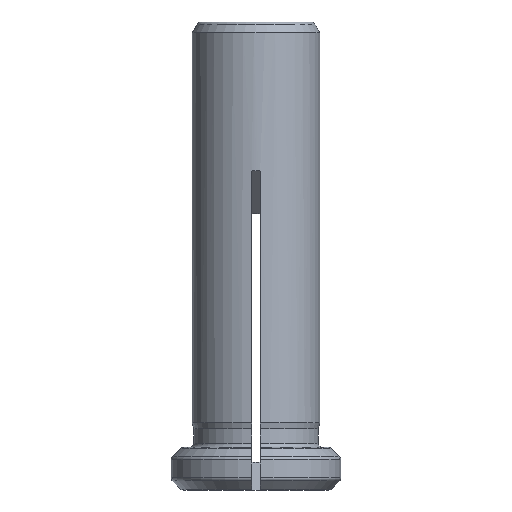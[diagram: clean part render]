
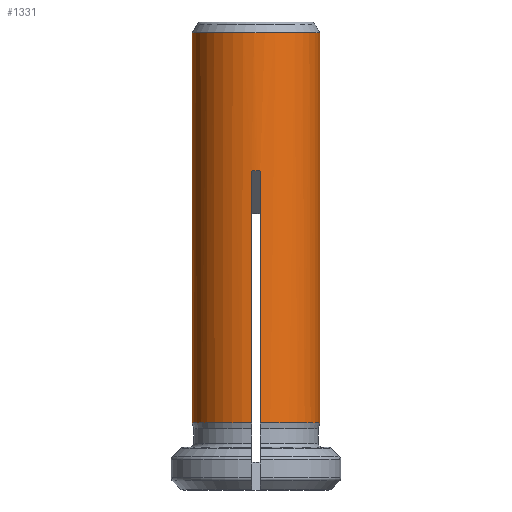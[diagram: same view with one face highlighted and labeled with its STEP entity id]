
A CAD part, front view. The second image highlights one B-rep face of the part: STEP entity #1331.
In plain terms, the highlighted cylindrical face has radius 6 mm (diameter 12 mm), a full revolution.
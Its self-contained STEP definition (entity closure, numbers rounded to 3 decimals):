
#28=ELLIPSE('',#1482,8.485,6.);
#29=ELLIPSE('',#1483,8.485,6.);
#30=ELLIPSE('',#1484,8.485,6.);
#31=ELLIPSE('',#1485,8.485,6.);
#162=CIRCLE('',#1372,6.);
#174=CIRCLE('',#1395,6.);
#186=CIRCLE('',#1418,6.);
#200=CIRCLE('',#1444,6.);
#213=CIRCLE('',#1475,6.);
#441=ORIENTED_EDGE('',*,*,#773,.T.);
#442=ORIENTED_EDGE('',*,*,#667,.F.);
#443=ORIENTED_EDGE('',*,*,#792,.T.);
#444=ORIENTED_EDGE('',*,*,#793,.T.);
#445=ORIENTED_EDGE('',*,*,#794,.F.);
#446=ORIENTED_EDGE('',*,*,#634,.F.);
#447=ORIENTED_EDGE('',*,*,#795,.T.);
#448=ORIENTED_EDGE('',*,*,#796,.T.);
#449=ORIENTED_EDGE('',*,*,#797,.F.);
#450=ORIENTED_EDGE('',*,*,#737,.F.);
#451=ORIENTED_EDGE('',*,*,#798,.T.);
#452=ORIENTED_EDGE('',*,*,#799,.T.);
#453=ORIENTED_EDGE('',*,*,#800,.F.);
#454=ORIENTED_EDGE('',*,*,#701,.F.);
#455=ORIENTED_EDGE('',*,*,#801,.T.);
#456=ORIENTED_EDGE('',*,*,#802,.T.);
#457=ORIENTED_EDGE('',*,*,#803,.F.);
#634=EDGE_CURVE('',#833,#832,#162,.F.);
#667=EDGE_CURVE('',#856,#857,#174,.F.);
#701=EDGE_CURVE('',#880,#881,#186,.F.);
#737=EDGE_CURVE('',#906,#907,#200,.F.);
#773=EDGE_CURVE('',#941,#941,#213,.T.);
#792=EDGE_CURVE('',#856,#950,#1002,.T.);
#793=EDGE_CURVE('',#950,#951,#28,.T.);
#794=EDGE_CURVE('',#832,#951,#1003,.T.);
#795=EDGE_CURVE('',#833,#952,#1004,.T.);
#796=EDGE_CURVE('',#952,#953,#29,.T.);
#797=EDGE_CURVE('',#907,#953,#1005,.T.);
#798=EDGE_CURVE('',#906,#954,#1006,.T.);
#799=EDGE_CURVE('',#954,#955,#30,.T.);
#800=EDGE_CURVE('',#881,#955,#1007,.T.);
#801=EDGE_CURVE('',#880,#956,#1008,.T.);
#802=EDGE_CURVE('',#956,#957,#31,.T.);
#803=EDGE_CURVE('',#857,#957,#1009,.T.);
#832=VERTEX_POINT('',#1896);
#833=VERTEX_POINT('',#1901);
#856=VERTEX_POINT('',#2013);
#857=VERTEX_POINT('',#2015);
#880=VERTEX_POINT('',#2130);
#881=VERTEX_POINT('',#2132);
#906=VERTEX_POINT('',#2252);
#907=VERTEX_POINT('',#2254);
#941=VERTEX_POINT('',#2355);
#950=VERTEX_POINT('',#2407);
#951=VERTEX_POINT('',#2409);
#952=VERTEX_POINT('',#2412);
#953=VERTEX_POINT('',#2414);
#954=VERTEX_POINT('',#2417);
#955=VERTEX_POINT('',#2419);
#956=VERTEX_POINT('',#2422);
#957=VERTEX_POINT('',#2424);
#1002=LINE('',#2406,#1070);
#1003=LINE('',#2410,#1071);
#1004=LINE('',#2411,#1072);
#1005=LINE('',#2415,#1073);
#1006=LINE('',#2416,#1074);
#1007=LINE('',#2420,#1075);
#1008=LINE('',#2421,#1076);
#1009=LINE('',#2425,#1077);
#1070=VECTOR('',#1790,1000.);
#1071=VECTOR('',#1793,1000.);
#1072=VECTOR('',#1794,1000.);
#1073=VECTOR('',#1797,1000.);
#1074=VECTOR('',#1798,1000.);
#1075=VECTOR('',#1801,1000.);
#1076=VECTOR('',#1802,1000.);
#1077=VECTOR('',#1805,1000.);
#1162=EDGE_LOOP('',(#441));
#1163=EDGE_LOOP('',(#442,#443,#444,#445,#446,#447,#448,#449,#450,#451,#452,
#453,#454,#455,#456,#457));
#1248=FACE_BOUND('',#1162,.T.);
#1249=FACE_BOUND('',#1163,.T.);
#1276=CYLINDRICAL_SURFACE('',#1481,6.);
#1331=ADVANCED_FACE('',(#1248,#1249),#1276,.T.);
#1372=AXIS2_PLACEMENT_3D('',#1902,#1532,#1533);
#1395=AXIS2_PLACEMENT_3D('',#2014,#1584,#1585);
#1418=AXIS2_PLACEMENT_3D('',#2131,#1636,#1637);
#1444=AXIS2_PLACEMENT_3D('',#2253,#1694,#1695);
#1475=AXIS2_PLACEMENT_3D('',#2354,#1764,#1765);
#1481=AXIS2_PLACEMENT_3D('',#2405,#1788,#1789);
#1482=AXIS2_PLACEMENT_3D('',#2408,#1791,#1792);
#1483=AXIS2_PLACEMENT_3D('',#2413,#1795,#1796);
#1484=AXIS2_PLACEMENT_3D('',#2418,#1799,#1800);
#1485=AXIS2_PLACEMENT_3D('',#2423,#1803,#1804);
#1532=DIRECTION('',(0.,0.,1.));
#1533=DIRECTION('',(1.,0.,0.));
#1584=DIRECTION('',(0.,0.,1.));
#1585=DIRECTION('',(1.,0.,0.));
#1636=DIRECTION('',(0.,0.,1.));
#1637=DIRECTION('',(1.,0.,0.));
#1694=DIRECTION('',(0.,0.,1.));
#1695=DIRECTION('',(1.,0.,0.));
#1764=DIRECTION('',(0.,0.,-1.));
#1765=DIRECTION('',(-1.,0.,0.));
#1788=DIRECTION('',(0.,0.,1.));
#1789=DIRECTION('',(1.,0.,0.));
#1790=DIRECTION('',(0.,0.,1.));
#1791=DIRECTION('',(0.,0.707,0.707));
#1792=DIRECTION('',(0.,-0.707,0.707));
#1793=DIRECTION('',(0.,0.,1.));
#1794=DIRECTION('',(0.,0.,1.));
#1795=DIRECTION('',(-0.707,0.,0.707));
#1796=DIRECTION('',(0.707,0.,0.707));
#1797=DIRECTION('',(0.,0.,1.));
#1798=DIRECTION('',(0.,0.,1.));
#1799=DIRECTION('',(0.,-0.707,0.707));
#1800=DIRECTION('',(0.,0.707,0.707));
#1801=DIRECTION('',(0.,0.,1.));
#1802=DIRECTION('',(0.,0.,1.));
#1803=DIRECTION('',(0.707,0.,0.707));
#1804=DIRECTION('',(-0.707,0.,0.707));
#1805=DIRECTION('',(0.,0.,1.));
#1896=CARTESIAN_POINT('',(0.4,-5.987,2.313));
#1901=CARTESIAN_POINT('',(5.987,-0.4,2.313));
#1902=CARTESIAN_POINT('',(0.,0.,2.313));
#2013=CARTESIAN_POINT('',(-0.4,-5.987,2.313));
#2014=CARTESIAN_POINT('',(0.,0.,2.313));
#2015=CARTESIAN_POINT('',(-5.987,-0.4,2.313));
#2130=CARTESIAN_POINT('',(-5.987,0.4,2.313));
#2131=CARTESIAN_POINT('',(0.,0.,2.313));
#2132=CARTESIAN_POINT('',(-0.4,5.987,2.313));
#2252=CARTESIAN_POINT('',(0.4,5.987,2.313));
#2253=CARTESIAN_POINT('',(0.,0.,2.313));
#2254=CARTESIAN_POINT('',(5.987,0.4,2.313));
#2354=CARTESIAN_POINT('',(0.,0.,38.986));
#2355=CARTESIAN_POINT('',(-6.,0.,38.986));
#2405=CARTESIAN_POINT('',(0.,0.,60.));
#2406=CARTESIAN_POINT('',(-0.4,-5.987,60.));
#2407=CARTESIAN_POINT('',(-0.4,-5.987,25.987));
#2408=CARTESIAN_POINT('',(0.,0.,20.));
#2409=CARTESIAN_POINT('',(0.4,-5.987,25.987));
#2410=CARTESIAN_POINT('',(0.4,-5.987,60.));
#2411=CARTESIAN_POINT('',(5.987,-0.4,60.));
#2412=CARTESIAN_POINT('',(5.987,-0.4,25.987));
#2413=CARTESIAN_POINT('',(0.,0.,20.));
#2414=CARTESIAN_POINT('',(5.987,0.4,25.987));
#2415=CARTESIAN_POINT('',(5.987,0.4,60.));
#2416=CARTESIAN_POINT('',(0.4,5.987,60.));
#2417=CARTESIAN_POINT('',(0.4,5.987,25.987));
#2418=CARTESIAN_POINT('',(0.,0.,20.));
#2419=CARTESIAN_POINT('',(-0.4,5.987,25.987));
#2420=CARTESIAN_POINT('',(-0.4,5.987,60.));
#2421=CARTESIAN_POINT('',(-5.987,0.4,60.));
#2422=CARTESIAN_POINT('',(-5.987,0.4,25.987));
#2423=CARTESIAN_POINT('',(0.,0.,20.));
#2424=CARTESIAN_POINT('',(-5.987,-0.4,25.987));
#2425=CARTESIAN_POINT('',(-5.987,-0.4,60.));
